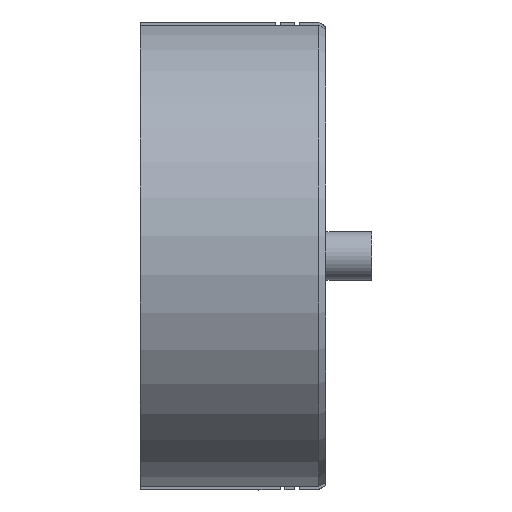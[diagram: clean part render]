
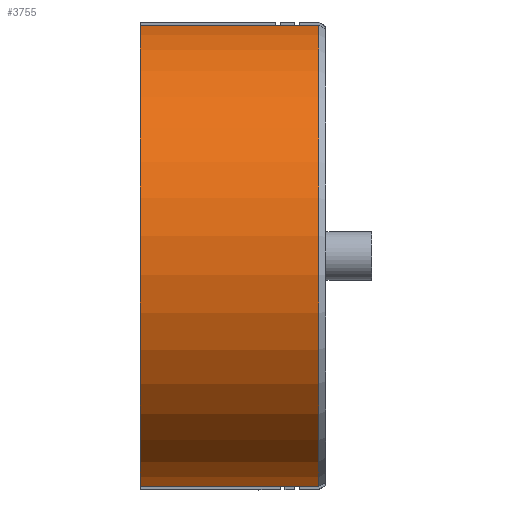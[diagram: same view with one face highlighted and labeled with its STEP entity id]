
A CAD part, top view. The second image highlights one B-rep face of the part: STEP entity #3755.
In plain terms, the highlighted cylindrical face has radius 48.507 mm (diameter 97.013 mm), a partial arc.
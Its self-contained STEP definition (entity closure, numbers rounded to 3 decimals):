
#45 = PLANE('',#46);
#46 = AXIS2_PLACEMENT_3D('',#47,#48,#49);
#47 = CARTESIAN_POINT('',(0.,0.,0.));
#48 = DIRECTION('',(1.,0.,0.));
#49 = DIRECTION('',(0.,0.,1.));
#356 = VERTEX_POINT('',#357);
#357 = CARTESIAN_POINT('',(0.,47.842,
    8.));
#371 = PLANE('',#372);
#372 = AXIS2_PLACEMENT_3D('',#373,#374,#375);
#373 = CARTESIAN_POINT('',(0.,53.212,8.));
#374 = DIRECTION('',(0.,0.,-1.));
#375 = DIRECTION('',(0.,-1.,0.));
#383 = EDGE_CURVE('',#356,#384,#386,.T.);
#384 = VERTEX_POINT('',#385);
#385 = CARTESIAN_POINT('',(0.,-47.842,
    8.));
#386 = SURFACE_CURVE('',#387,(#392,#399),.PCURVE_S1.);
#387 = CIRCLE('',#388,48.507);
#388 = AXIS2_PLACEMENT_3D('',#389,#390,#391);
#389 = CARTESIAN_POINT('',(0.,0.,0.));
#390 = DIRECTION('',(1.,0.,0.));
#391 = DIRECTION('',(0.,1.,0.));
#392 = PCURVE('',#45,#393);
#393 = DEFINITIONAL_REPRESENTATION('',(#394),#398);
#394 = CIRCLE('',#395,48.507);
#395 = AXIS2_PLACEMENT_2D('',#396,#397);
#396 = CARTESIAN_POINT('',(0.,0.));
#397 = DIRECTION('',(0.,-1.));
#398 = ( GEOMETRIC_REPRESENTATION_CONTEXT(2) 
PARAMETRIC_REPRESENTATION_CONTEXT() REPRESENTATION_CONTEXT('2D SPACE',''
  ) );
#399 = PCURVE('',#400,#405);
#400 = CYLINDRICAL_SURFACE('',#401,48.507);
#401 = AXIS2_PLACEMENT_3D('',#402,#403,#404);
#402 = CARTESIAN_POINT('',(0.,0.,0.));
#403 = DIRECTION('',(-1.,0.,0.));
#404 = DIRECTION('',(0.,1.,0.));
#405 = DEFINITIONAL_REPRESENTATION('',(#406),#410);
#406 = LINE('',#407,#408);
#407 = CARTESIAN_POINT('',(-0.,0.));
#408 = VECTOR('',#409,1.);
#409 = DIRECTION('',(-1.,0.));
#410 = ( GEOMETRIC_REPRESENTATION_CONTEXT(2) 
PARAMETRIC_REPRESENTATION_CONTEXT() REPRESENTATION_CONTEXT('2D SPACE',''
  ) );
#428 = PLANE('',#429);
#429 = AXIS2_PLACEMENT_3D('',#430,#431,#432);
#430 = CARTESIAN_POINT('',(0.,-46.,8.));
#431 = DIRECTION('',(0.,0.,-1.));
#432 = DIRECTION('',(0.,-1.,0.));
#3704 = VERTEX_POINT('',#3705);
#3705 = CARTESIAN_POINT('',(37.,-47.842,8.));
#3720 = CONICAL_SURFACE('',#3721,47.64,0.524);
#3721 = AXIS2_PLACEMENT_3D('',#3722,#3723,#3724);
#3722 = CARTESIAN_POINT('',(38.5,0.,0.));
#3723 = DIRECTION('',(-1.,-0.,0.));
#3724 = DIRECTION('',(0.,1.,0.));
#3735 = EDGE_CURVE('',#3704,#384,#3736,.T.);
#3736 = SURFACE_CURVE('',#3737,(#3741,#3748),.PCURVE_S1.);
#3737 = LINE('',#3738,#3739);
#3738 = CARTESIAN_POINT('',(0.,-47.842,8.));
#3739 = VECTOR('',#3740,1.);
#3740 = DIRECTION('',(-1.,0.,0.));
#3741 = PCURVE('',#428,#3742);
#3742 = DEFINITIONAL_REPRESENTATION('',(#3743),#3747);
#3743 = LINE('',#3744,#3745);
#3744 = CARTESIAN_POINT('',(1.842,0.));
#3745 = VECTOR('',#3746,1.);
#3746 = DIRECTION('',(0.,1.));
#3747 = ( GEOMETRIC_REPRESENTATION_CONTEXT(2) 
PARAMETRIC_REPRESENTATION_CONTEXT() REPRESENTATION_CONTEXT('2D SPACE',''
  ) );
#3748 = PCURVE('',#400,#3749);
#3749 = DEFINITIONAL_REPRESENTATION('',(#3750),#3754);
#3750 = LINE('',#3751,#3752);
#3751 = CARTESIAN_POINT('',(-2.976,0.));
#3752 = VECTOR('',#3753,1.);
#3753 = DIRECTION('',(-0.,1.));
#3754 = ( GEOMETRIC_REPRESENTATION_CONTEXT(2) 
PARAMETRIC_REPRESENTATION_CONTEXT() REPRESENTATION_CONTEXT('2D SPACE',''
  ) );
#3755 = ADVANCED_FACE('',(#3756),#400,.T.);
#3756 = FACE_BOUND('',#3757,.F.);
#3757 = EDGE_LOOP('',(#3758,#3759,#3782,#3804));
#3758 = ORIENTED_EDGE('',*,*,#383,.F.);
#3759 = ORIENTED_EDGE('',*,*,#3760,.F.);
#3760 = EDGE_CURVE('',#3761,#356,#3763,.T.);
#3761 = VERTEX_POINT('',#3762);
#3762 = CARTESIAN_POINT('',(37.,47.842,8.));
#3763 = SURFACE_CURVE('',#3764,(#3768,#3775),.PCURVE_S1.);
#3764 = LINE('',#3765,#3766);
#3765 = CARTESIAN_POINT('',(0.,47.842,8.));
#3766 = VECTOR('',#3767,1.);
#3767 = DIRECTION('',(-1.,0.,0.));
#3768 = PCURVE('',#400,#3769);
#3769 = DEFINITIONAL_REPRESENTATION('',(#3770),#3774);
#3770 = LINE('',#3771,#3772);
#3771 = CARTESIAN_POINT('',(-0.166,0.));
#3772 = VECTOR('',#3773,1.);
#3773 = DIRECTION('',(-0.,1.));
#3774 = ( GEOMETRIC_REPRESENTATION_CONTEXT(2) 
PARAMETRIC_REPRESENTATION_CONTEXT() REPRESENTATION_CONTEXT('2D SPACE',''
  ) );
#3775 = PCURVE('',#371,#3776);
#3776 = DEFINITIONAL_REPRESENTATION('',(#3777),#3781);
#3777 = LINE('',#3778,#3779);
#3778 = CARTESIAN_POINT('',(5.37,0.));
#3779 = VECTOR('',#3780,1.);
#3780 = DIRECTION('',(0.,1.));
#3781 = ( GEOMETRIC_REPRESENTATION_CONTEXT(2) 
PARAMETRIC_REPRESENTATION_CONTEXT() REPRESENTATION_CONTEXT('2D SPACE',''
  ) );
#3782 = ORIENTED_EDGE('',*,*,#3783,.T.);
#3783 = EDGE_CURVE('',#3761,#3704,#3784,.T.);
#3784 = SURFACE_CURVE('',#3785,(#3790,#3797),.PCURVE_S1.);
#3785 = CIRCLE('',#3786,48.507);
#3786 = AXIS2_PLACEMENT_3D('',#3787,#3788,#3789);
#3787 = CARTESIAN_POINT('',(37.,0.,0.));
#3788 = DIRECTION('',(1.,0.,0.));
#3789 = DIRECTION('',(0.,1.,0.));
#3790 = PCURVE('',#400,#3791);
#3791 = DEFINITIONAL_REPRESENTATION('',(#3792),#3796);
#3792 = LINE('',#3793,#3794);
#3793 = CARTESIAN_POINT('',(0.,-37.));
#3794 = VECTOR('',#3795,1.);
#3795 = DIRECTION('',(-1.,0.));
#3796 = ( GEOMETRIC_REPRESENTATION_CONTEXT(2) 
PARAMETRIC_REPRESENTATION_CONTEXT() REPRESENTATION_CONTEXT('2D SPACE',''
  ) );
#3797 = PCURVE('',#3720,#3798);
#3798 = DEFINITIONAL_REPRESENTATION('',(#3799),#3803);
#3799 = LINE('',#3800,#3801);
#3800 = CARTESIAN_POINT('',(-0.,1.5));
#3801 = VECTOR('',#3802,1.);
#3802 = DIRECTION('',(-1.,0.));
#3803 = ( GEOMETRIC_REPRESENTATION_CONTEXT(2) 
PARAMETRIC_REPRESENTATION_CONTEXT() REPRESENTATION_CONTEXT('2D SPACE',''
  ) );
#3804 = ORIENTED_EDGE('',*,*,#3735,.T.);
